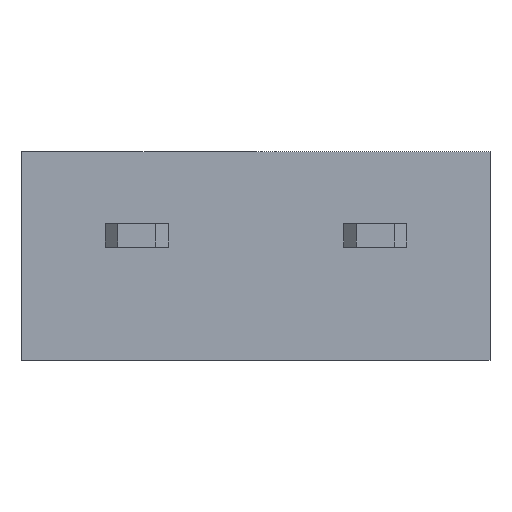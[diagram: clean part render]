
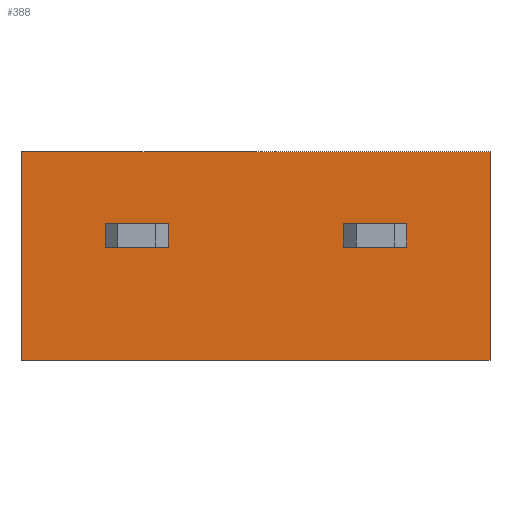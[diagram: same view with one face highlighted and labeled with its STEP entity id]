
A CAD part, front view. The second image highlights one B-rep face of the part: STEP entity #388.
In plain terms, the highlighted planar face has unit normal (0, -1, 0).
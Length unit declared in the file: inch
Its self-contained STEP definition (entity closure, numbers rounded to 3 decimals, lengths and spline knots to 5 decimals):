
#30 = ORIENTED_EDGE ( 'NONE', *, *, #353, .F. ) ;
#172 = EDGE_CURVE ( 'NONE', #468, #650, #900, .T. ) ;
#242 = CARTESIAN_POINT ( 'NONE',  ( -0.19625, 0.13, 0.07025 ) ) ;
#305 = CARTESIAN_POINT ( 'NONE',  ( -0.19625, 0.13, 0.07025 ) ) ;
#340 = VECTOR ( 'NONE', #549, 39.37008 ) ;
#343 = DIRECTION ( 'NONE',  ( 0., 1., 0. ) ) ;
#353 = EDGE_CURVE ( 'NONE', #1117, #650, #924, .T. ) ;
#356 = CARTESIAN_POINT ( 'NONE',  ( 0.19625, 0.13, 0.07025 ) ) ;
#388 = ADVANCED_FACE ( 'NONE', ( #1285 ), #758, .F. ) ;
#403 = DIRECTION ( 'NONE',  ( 0., 0., -1. ) ) ;
#412 = EDGE_CURVE ( 'NONE', #956, #468, #563, .T. ) ;
#427 = DIRECTION ( 'NONE',  ( -1., 0., 0. ) ) ;
#438 = ORIENTED_EDGE ( 'NONE', *, *, #412, .T. ) ;
#468 = VERTEX_POINT ( 'NONE', #242 ) ;
#549 = DIRECTION ( 'NONE',  ( 0., 0., -1. ) ) ;
#563 = LINE ( 'NONE', #638, #981 ) ;
#583 = CARTESIAN_POINT ( 'NONE',  ( -0.19625, 0.13, -0.10475 ) ) ;
#638 = CARTESIAN_POINT ( 'NONE',  ( 0.19625, 0.13, 0.07025 ) ) ;
#650 = VERTEX_POINT ( 'NONE', #583 ) ;
#754 = CARTESIAN_POINT ( 'NONE',  ( 0.19625, 0.13, 0.07025 ) ) ;
#758 = PLANE ( 'NONE',  #1183 ) ;
#762 = ORIENTED_EDGE ( 'NONE', *, *, #948, .F. ) ;
#841 = ORIENTED_EDGE ( 'NONE', *, *, #172, .T. ) ;
#857 = EDGE_LOOP ( 'NONE', ( #841, #30, #762, #438 ) ) ;
#877 = LINE ( 'NONE', #1063, #340 ) ;
#900 = LINE ( 'NONE', #305, #1012 ) ;
#924 = LINE ( 'NONE', #926, #1233 ) ;
#926 = CARTESIAN_POINT ( 'NONE',  ( 0.19625, 0.13, -0.10475 ) ) ;
#944 = DIRECTION ( 'NONE',  ( 0., 0., 1. ) ) ;
#948 = EDGE_CURVE ( 'NONE', #956, #1117, #877, .T. ) ;
#956 = VERTEX_POINT ( 'NONE', #356 ) ;
#981 = VECTOR ( 'NONE', #1070, 39.37008 ) ;
#1012 = VECTOR ( 'NONE', #403, 39.37008 ) ;
#1063 = CARTESIAN_POINT ( 'NONE',  ( 0.19625, 0.13, 0.07025 ) ) ;
#1070 = DIRECTION ( 'NONE',  ( -1., 0., 0. ) ) ;
#1117 = VERTEX_POINT ( 'NONE', #1178 ) ;
#1178 = CARTESIAN_POINT ( 'NONE',  ( 0.19625, 0.13, -0.10475 ) ) ;
#1183 = AXIS2_PLACEMENT_3D ( 'NONE', #754, #343, #944 ) ;
#1233 = VECTOR ( 'NONE', #427, 39.37008 ) ;
#1285 = FACE_OUTER_BOUND ( 'NONE', #857, .T. ) ;
